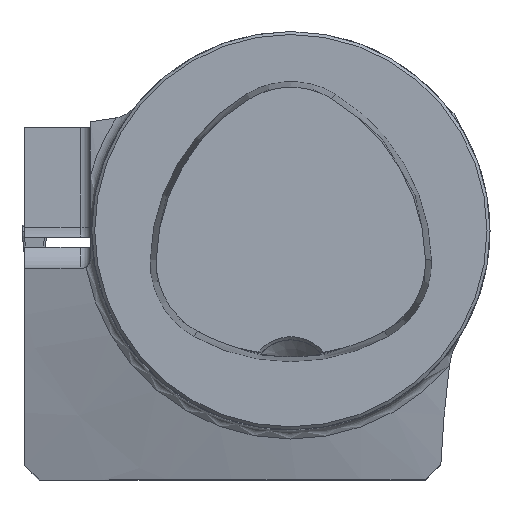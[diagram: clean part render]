
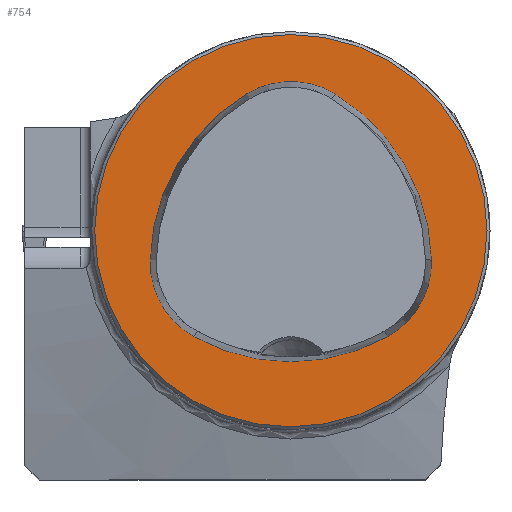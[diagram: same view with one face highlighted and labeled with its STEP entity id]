
A CAD part, top view. The second image highlights one B-rep face of the part: STEP entity #754.
In plain terms, the highlighted planar face has unit normal (0, 0, 1).
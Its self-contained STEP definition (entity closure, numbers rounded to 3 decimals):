
#154=FACE_BOUND('',#1093,.T.);
#155=FACE_BOUND('',#1094,.T.);
#244=PLANE('',#3078);
#754=ADVANCED_FACE('CU_FL_N1_SU_1',(#154,#155),#244,.T.);
#1093=EDGE_LOOP('',(#1544,#1545,#1546,#1547,#1548,#1549));
#1094=EDGE_LOOP('',(#1550));
#1254=CIRCLE('',#3069,20.063);
#1256=CIRCLE('',#3072,20.063);
#1257=CIRCLE('',#3073,8.563);
#1258=CIRCLE('',#3074,20.063);
#1259=CIRCLE('',#3075,8.563);
#1260=CIRCLE('',#3076,8.563);
#1261=CIRCLE('',#3077,19.7);
#1544=ORIENTED_EDGE('',*,*,#2614,.F.);
#1545=ORIENTED_EDGE('',*,*,#2615,.F.);
#1546=ORIENTED_EDGE('',*,*,#2616,.F.);
#1547=ORIENTED_EDGE('',*,*,#2617,.F.);
#1548=ORIENTED_EDGE('',*,*,#2611,.F.);
#1549=ORIENTED_EDGE('',*,*,#2618,.F.);
#1550=ORIENTED_EDGE('',*,*,#2619,.T.);
#2303=VERTEX_POINT('',#4704);
#2304=VERTEX_POINT('',#4706);
#2306=VERTEX_POINT('',#4712);
#2307=VERTEX_POINT('',#4713);
#2308=VERTEX_POINT('',#4715);
#2309=VERTEX_POINT('',#4717);
#2310=VERTEX_POINT('',#4721);
#2611=EDGE_CURVE('',#2303,#2304,#1254,.T.);
#2614=EDGE_CURVE('',#2306,#2307,#1256,.T.);
#2615=EDGE_CURVE('',#2308,#2306,#1257,.T.);
#2616=EDGE_CURVE('',#2309,#2308,#1258,.T.);
#2617=EDGE_CURVE('',#2304,#2309,#1259,.T.);
#2618=EDGE_CURVE('',#2307,#2303,#1260,.T.);
#2619=EDGE_CURVE('',#2310,#2310,#1261,.T.);
#3069=AXIS2_PLACEMENT_3D('',#4705,#3481,#3482);
#3072=AXIS2_PLACEMENT_3D('',#4711,#3488,#3489);
#3073=AXIS2_PLACEMENT_3D('',#4714,#3490,#3491);
#3074=AXIS2_PLACEMENT_3D('',#4716,#3492,#3493);
#3075=AXIS2_PLACEMENT_3D('',#4718,#3494,#3495);
#3076=AXIS2_PLACEMENT_3D('',#4719,#3496,#3497);
#3077=AXIS2_PLACEMENT_3D('',#4720,#3498,#3499);
#3078=AXIS2_PLACEMENT_3D('',#4722,#3500,#3501);
#3481=DIRECTION('',(0.,0.,1.));
#3482=DIRECTION('',(1.,0.,0.));
#3488=DIRECTION('',(0.,0.,1.));
#3489=DIRECTION('',(1.,0.,0.));
#3490=DIRECTION('',(0.,0.,1.));
#3491=DIRECTION('',(1.,0.,0.));
#3492=DIRECTION('',(0.,0.,1.));
#3493=DIRECTION('',(1.,0.,0.));
#3494=DIRECTION('',(0.,0.,1.));
#3495=DIRECTION('',(1.,0.,0.));
#3496=DIRECTION('',(0.,0.,1.));
#3497=DIRECTION('',(1.,0.,0.));
#3498=DIRECTION('',(0.,0.,1.));
#3499=DIRECTION('',(1.,0.,0.));
#3500=DIRECTION('',(0.,0.,1.));
#3501=DIRECTION('',(1.,0.,0.));
#4704=CARTESIAN_POINT('',(-9.704,-10.66,0.));
#4705=CARTESIAN_POINT('',(0.,6.9,0.));
#4706=CARTESIAN_POINT('',(9.704,-10.66,0.));
#4711=CARTESIAN_POINT('',(5.934,-3.451,0.));
#4712=CARTESIAN_POINT('',(-4.418,13.735,0.));
#4713=CARTESIAN_POINT('',(-14.123,-2.953,0.));
#4714=CARTESIAN_POINT('',(0.,6.4,0.));
#4715=CARTESIAN_POINT('',(4.418,13.735,0.));
#4716=CARTESIAN_POINT('',(-5.934,-3.451,0.));
#4717=CARTESIAN_POINT('',(14.123,-2.953,0.));
#4718=CARTESIAN_POINT('',(5.562,-3.165,0.));
#4719=CARTESIAN_POINT('',(-5.562,-3.165,0.));
#4720=CARTESIAN_POINT('',(0.,0.,0.));
#4721=CARTESIAN_POINT('',(19.7,0.,0.));
#4722=CARTESIAN_POINT('',(0.,0.,0.));
